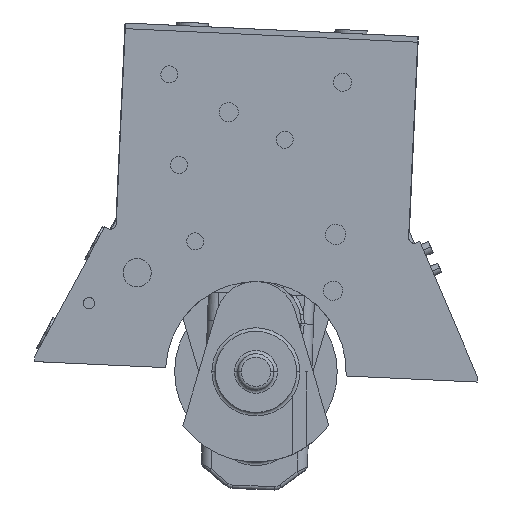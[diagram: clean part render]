
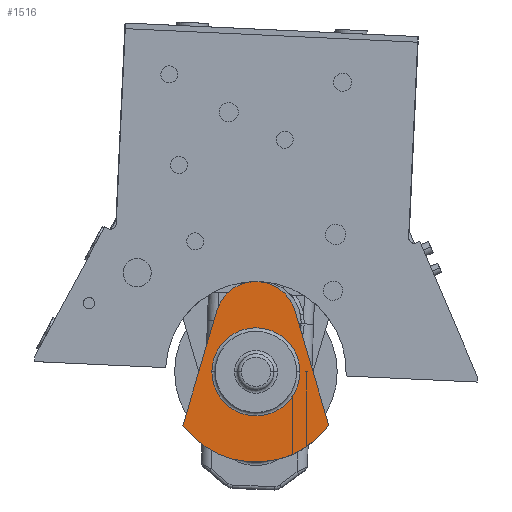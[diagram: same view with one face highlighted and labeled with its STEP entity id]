
A CAD part, left-side view. The second image highlights one B-rep face of the part: STEP entity #1516.
In plain terms, the highlighted planar face has unit normal (-1, 0, 0).
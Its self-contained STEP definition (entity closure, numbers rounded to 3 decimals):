
#348=CARTESIAN_POINT('Line Origine',(-217.,-49.544,3.497)) ;
#352=CARTESIAN_POINT('Vertex',(-217.,-34.518,54.225)) ;
#354=CARTESIAN_POINT('Vertex',(-217.,-64.57,-47.231)) ;
#388=CARTESIAN_POINT('Axis2P3D Location',(-217.,0.,44.)) ;
#392=CARTESIAN_POINT('Vertex',(-217.,34.518,54.225)) ;
#419=CARTESIAN_POINT('Line Origine',(-217.,49.544,3.497)) ;
#423=CARTESIAN_POINT('Vertex',(-217.,64.57,-47.231)) ;
#1482=CARTESIAN_POINT('Axis2P3D Location',(-217.,0.,0.)) ;
#1487=CARTESIAN_POINT('Axis2P3D Location',(-217.,0.,0.)) ;
#1498=CARTESIAN_POINT('Axis2P3D Location',(-217.,0.,0.)) ;
#1502=CARTESIAN_POINT('Vertex',(-217.,39.,0.)) ;
#1504=CARTESIAN_POINT('Vertex',(-217.,-39.,0.)) ;
#1507=CARTESIAN_POINT('Axis2P3D Location',(-217.,0.,0.)) ;
#349=DIRECTION('Vector Direction',(0.,0.284,0.959)) ;
#389=DIRECTION('Axis2P3D Direction',(1.,0.,0.)) ;
#420=DIRECTION('Vector Direction',(0.,-0.284,0.959)) ;
#1483=DIRECTION('Axis2P3D Direction',(1.,0.,0.)) ;
#1484=DIRECTION('Axis2P3D XDirection',(0.,1.,0.)) ;
#1488=DIRECTION('Axis2P3D Direction',(1.,0.,0.)) ;
#1499=DIRECTION('Axis2P3D Direction',(1.,0.,0.)) ;
#1508=DIRECTION('Axis2P3D Direction',(1.,0.,0.)) ;
#390=AXIS2_PLACEMENT_3D('Circle Axis2P3D',#388,#389,$) ;
#1485=AXIS2_PLACEMENT_3D('Plane Axis2P3D',#1482,#1483,#1484) ;
#1489=AXIS2_PLACEMENT_3D('Circle Axis2P3D',#1487,#1488,$) ;
#1500=AXIS2_PLACEMENT_3D('Circle Axis2P3D',#1498,#1499,$) ;
#1509=AXIS2_PLACEMENT_3D('Circle Axis2P3D',#1507,#1508,$) ;
#1493=ORIENTED_EDGE('',*,*,#356,.F.) ;
#1494=ORIENTED_EDGE('',*,*,#394,.F.) ;
#1495=ORIENTED_EDGE('',*,*,#425,.F.) ;
#1496=ORIENTED_EDGE('',*,*,#1491,.F.) ;
#1513=ORIENTED_EDGE('',*,*,#1506,.F.) ;
#1514=ORIENTED_EDGE('',*,*,#1511,.F.) ;
#1515=FACE_BOUND('',#1512,.T.) ;
#350=VECTOR('Line Direction',#349,1.) ;
#421=VECTOR('Line Direction',#420,1.) ;
#1516=ADVANCED_FACE('PartBody',(#1497,#1515),#1486,.F.) ;
#391=CIRCLE('generated circle',#390,36.) ;
#1490=CIRCLE('generated circle',#1489,80.) ;
#1501=CIRCLE('generated circle',#1500,39.) ;
#1510=CIRCLE('generated circle',#1509,39.) ;
#356=EDGE_CURVE('',#353,#355,#351,.F.) ;
#394=EDGE_CURVE('',#393,#353,#391,.T.) ;
#425=EDGE_CURVE('',#424,#393,#422,.T.) ;
#1491=EDGE_CURVE('',#355,#424,#1490,.T.) ;
#1506=EDGE_CURVE('',#1503,#1505,#1501,.F.) ;
#1511=EDGE_CURVE('',#1505,#1503,#1510,.F.) ;
#1492=EDGE_LOOP('',(#1493,#1494,#1495,#1496)) ;
#1512=EDGE_LOOP('',(#1513,#1514)) ;
#1497=FACE_OUTER_BOUND('',#1492,.T.) ;
#351=LINE('Line',#348,#350) ;
#422=LINE('Line',#419,#421) ;
#1486=PLANE('',#1485) ;
#353=VERTEX_POINT('',#352) ;
#355=VERTEX_POINT('',#354) ;
#393=VERTEX_POINT('',#392) ;
#424=VERTEX_POINT('',#423) ;
#1503=VERTEX_POINT('',#1502) ;
#1505=VERTEX_POINT('',#1504) ;
